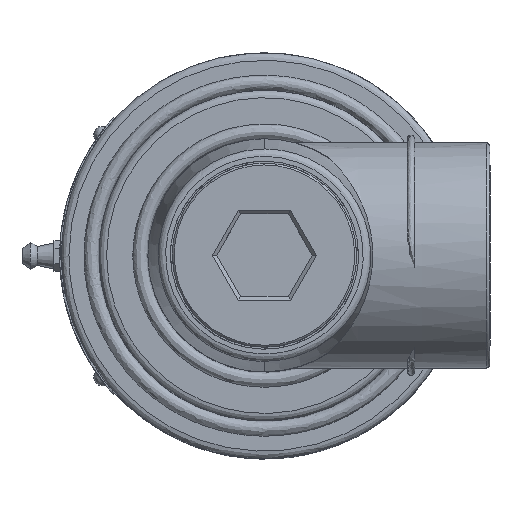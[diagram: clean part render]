
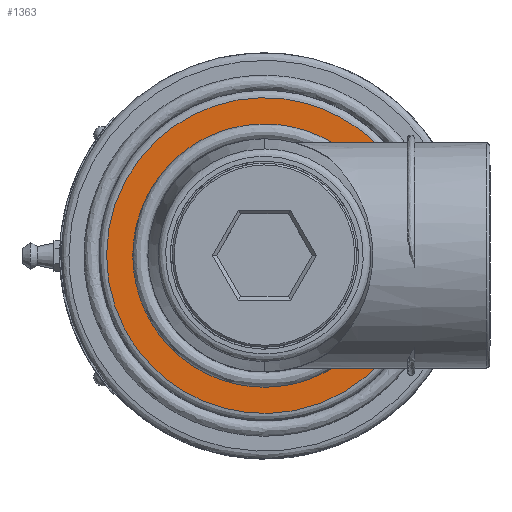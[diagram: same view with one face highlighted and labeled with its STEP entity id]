
A CAD part, top view. The second image highlights one B-rep face of the part: STEP entity #1363.
In plain terms, the highlighted planar face has unit normal (0, 0, 1).
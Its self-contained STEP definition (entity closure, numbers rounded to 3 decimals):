
#267 = EDGE_CURVE ( 'NONE', #43013, #20671, #2929, .T. ) ;
#322 = VERTEX_POINT ( 'NONE', #42391 ) ;
#472 = CARTESIAN_POINT ( 'NONE',  ( -73.483, 50.813, 87. ) ) ;
#558 = PLANE ( 'NONE',  #14705 ) ;
#1363 = ADVANCED_FACE ( 'NONE', ( #14143 ), #558, .T. ) ;
#2775 = CARTESIAN_POINT ( 'NONE',  ( 32.095, 14.5, 87. ) ) ;
#2929 = B_SPLINE_CURVE_WITH_KNOTS ( 'NONE', 3,
 ( #30152, #10588, #26564, #30491 ),
 .UNSPECIFIED., .F., .F.,
 ( 4, 4 ),
 ( 0., 1. ),
 .UNSPECIFIED. ) ;
#3837 = CARTESIAN_POINT ( 'NONE',  ( 36.428, -20.898, 87. ) ) ;
#4116 = CARTESIAN_POINT ( 'NONE',  ( -37.324, -19.26, 87. ) ) ;
#4186 = CARTESIAN_POINT ( 'NONE',  ( 36., -21.633, 87. ) ) ;
#4502 = CARTESIAN_POINT ( 'NONE',  ( -43.58, -43.695, 87. ) ) ;
#5363 =( BOUNDED_CURVE ( )  B_SPLINE_CURVE ( 3, ( #11111, #35029, #14931, #27210 ),
 .UNSPECIFIED., .F., .T. ) 
 B_SPLINE_CURVE_WITH_KNOTS ( ( 4, 4 ),
 ( 0., 1. ),
 .UNSPECIFIED. ) 
 CURVE ( )  GEOMETRIC_REPRESENTATION_ITEM ( )  RATIONAL_B_SPLINE_CURVE ( ( 1., 0.658, 0.658, 1. ) ) 
 REPRESENTATION_ITEM ( '' )  );
#6020 = CARTESIAN_POINT ( 'NONE',  ( 37., -14.5, 87. ) ) ;
#6215 = CARTESIAN_POINT ( 'NONE',  ( 37., 14.5, 87. ) ) ;
#7120 = CARTESIAN_POINT ( 'NONE',  ( 37., 19.331, 87. ) ) ;
#7132 = CARTESIAN_POINT ( 'NONE',  ( -33., 0.092, 87. ) ) ;
#7287 = CARTESIAN_POINT ( 'NONE',  ( 37., 17.721, 87. ) ) ;
#7446 = CARTESIAN_POINT ( 'NONE',  ( 36.415, 20.892, 87. ) ) ;
#7470 = CARTESIAN_POINT ( 'NONE',  ( -33.124, -44.319, 87. ) ) ;
#7713 = ORIENTED_EDGE ( 'NONE', *, *, #27498, .F. ) ;
#7881 =( BOUNDED_CURVE ( )  B_SPLINE_CURVE ( 3, ( #50291, #30791, #26843, #27019 ),
 .UNSPECIFIED., .F., .F. ) 
 B_SPLINE_CURVE_WITH_KNOTS ( ( 4, 4 ),
 ( 0., 1. ),
 .UNSPECIFIED. ) 
 CURVE ( )  GEOMETRIC_REPRESENTATION_ITEM ( )  RATIONAL_B_SPLINE_CURVE ( ( 1., 0.485, 0.485, 1. ) ) 
 REPRESENTATION_ITEM ( '' )  );
#8712 = CARTESIAN_POINT ( 'NONE',  ( -37.324, -19.26, 87. ) ) ;
#9497 = VERTEX_POINT ( 'NONE', #38276 ) ;
#9955 = EDGE_CURVE ( 'NONE', #9497, #322, #28622, .T. ) ;
#10198 = EDGE_LOOP ( 'NONE', ( #29024, #12400, #37526, #41071, #14560, #13760, #29839, #25419, #17642, #7713 ) ) ;
#10512 = CARTESIAN_POINT ( 'NONE',  ( 34.548, 14.5, 87. ) ) ;
#10588 = CARTESIAN_POINT ( 'NONE',  ( 32.096, -14.5, 87. ) ) ;
#11111 = CARTESIAN_POINT ( 'NONE',  ( 36., -21.633, 87. ) ) ;
#12106 = CARTESIAN_POINT ( 'NONE',  ( -33., 0.092, 87. ) ) ;
#12400 = ORIENTED_EDGE ( 'NONE', *, *, #267, .F. ) ;
#12446 = DIRECTION ( 'NONE',  ( 0., 0., 1. ) ) ;
#12969 = B_SPLINE_CURVE_WITH_KNOTS ( 'NONE', 3,
 ( #29745, #14728, #3837, #4186 ),
 .UNSPECIFIED., .F., .F.,
 ( 4, 4 ),
 ( 0., 1. ),
 .UNSPECIFIED. ) ;
#13760 = ORIENTED_EDGE ( 'NONE', *, *, #34098, .F. ) ;
#13766 = EDGE_CURVE ( 'NONE', #22594, #44402, #7881, .T. ) ;
#13914 = EDGE_CURVE ( 'NONE', #20671, #36803, #40823, .T. ) ;
#14143 = FACE_OUTER_BOUND ( 'NONE', #10198, .T. ) ;
#14560 = ORIENTED_EDGE ( 'NONE', *, *, #18413, .F. ) ;
#14561 = CARTESIAN_POINT ( 'NONE',  ( 37., 16.11, 87. ) ) ;
#14705 = AXIS2_PLACEMENT_3D ( 'NONE', #4502, #12446, #16432 ) ;
#14728 = CARTESIAN_POINT ( 'NONE',  ( 37., -20.166, 87. ) ) ;
#14931 = CARTESIAN_POINT ( 'NONE',  ( -20.283, -52.284, 87. ) ) ;
#16029 = CARTESIAN_POINT ( 'NONE',  ( 37., -19.331, 87. ) ) ;
#16432 = DIRECTION ( 'NONE',  ( 1., 0., 0. ) ) ;
#17165 = VERTEX_POINT ( 'NONE', #21246 ) ;
#17642 = ORIENTED_EDGE ( 'NONE', *, *, #18089, .F. ) ;
#18089 = EDGE_CURVE ( 'NONE', #17165, #46521, #5363, .T. ) ;
#18413 = EDGE_CURVE ( 'NONE', #25843, #22594, #30714, .T. ) ;
#18485 = CARTESIAN_POINT ( 'NONE',  ( 37., -19.331, 87. ) ) ;
#19405 = CARTESIAN_POINT ( 'NONE',  ( 37., 19.331, 87. ) ) ;
#20671 = VERTEX_POINT ( 'NONE', #31504 ) ;
#20928 =( BOUNDED_CURVE ( )  B_SPLINE_CURVE ( 3, ( #8712, #472, #28095, #24491 ),
 .UNSPECIFIED., .F., .F. ) 
 B_SPLINE_CURVE_WITH_KNOTS ( ( 4, 4 ),
 ( 0., 1. ),
 .UNSPECIFIED. ) 
 CURVE ( )  GEOMETRIC_REPRESENTATION_ITEM ( )  RATIONAL_B_SPLINE_CURVE ( ( 1., 0.355, 0.355, 1. ) ) 
 REPRESENTATION_ITEM ( '' )  );
#21246 = CARTESIAN_POINT ( 'NONE',  ( 36., -21.633, 87. ) ) ;
#22594 = VERTEX_POINT ( 'NONE', #50319 ) ;
#23554 = CARTESIAN_POINT ( 'NONE',  ( 36., 21.634, 87. ) ) ;
#24491 = CARTESIAN_POINT ( 'NONE',  ( 36., 21.634, 87. ) ) ;
#25078 = B_SPLINE_CURVE_WITH_KNOTS ( 'NONE', 3,
 ( #7120, #7287, #14561, #34660 ),
 .UNSPECIFIED., .F., .F.,
 ( 4, 4 ),
 ( 0., 1. ),
 .UNSPECIFIED. ) ;
#25419 = ORIENTED_EDGE ( 'NONE', *, *, #25604, .F. ) ;
#25604 = EDGE_CURVE ( 'NONE', #46521, #9497, #20928, .T. ) ;
#25752 =( BOUNDED_CURVE ( )  B_SPLINE_CURVE ( 3, ( #7132, #7470, #35027, #34840 ),
 .UNSPECIFIED., .F., .F. ) 
 B_SPLINE_CURVE_WITH_KNOTS ( ( 4, 4 ),
 ( 0., 1. ),
 .UNSPECIFIED. ) 
 CURVE ( )  GEOMETRIC_REPRESENTATION_ITEM ( )  RATIONAL_B_SPLINE_CURVE ( ( 1., 0.483, 0.483, 1. ) ) 
 REPRESENTATION_ITEM ( '' )  );
#25843 = VERTEX_POINT ( 'NONE', #29780 ) ;
#26134 = CARTESIAN_POINT ( 'NONE',  ( 29.643, 14.5, 87. ) ) ;
#26564 = CARTESIAN_POINT ( 'NONE',  ( 34.548, -14.5, 87. ) ) ;
#26843 = CARTESIAN_POINT ( 'NONE',  ( -32.876, 44.308, 87. ) ) ;
#27019 = CARTESIAN_POINT ( 'NONE',  ( -33., 0.092, 87. ) ) ;
#27210 = CARTESIAN_POINT ( 'NONE',  ( -37.324, -19.26, 87. ) ) ;
#27498 = EDGE_CURVE ( 'NONE', #36803, #17165, #12969, .T. ) ;
#28095 = CARTESIAN_POINT ( 'NONE',  ( -4.617, 89.222, 87. ) ) ;
#28622 = B_SPLINE_CURVE_WITH_KNOTS ( 'NONE', 3,
 ( #23554, #7446, #35517, #19405 ),
 .UNSPECIFIED., .F., .F.,
 ( 4, 4 ),
 ( 0., 1. ),
 .UNSPECIFIED. ) ;
#29024 = ORIENTED_EDGE ( 'NONE', *, *, #13914, .F. ) ;
#29745 = CARTESIAN_POINT ( 'NONE',  ( 37., -19.331, 87. ) ) ;
#29780 = CARTESIAN_POINT ( 'NONE',  ( 37., 14.5, 87. ) ) ;
#29839 = ORIENTED_EDGE ( 'NONE', *, *, #9955, .F. ) ;
#30152 = CARTESIAN_POINT ( 'NONE',  ( 29.643, -14.5, 87. ) ) ;
#30491 = CARTESIAN_POINT ( 'NONE',  ( 37., -14.5, 87. ) ) ;
#30714 = B_SPLINE_CURVE_WITH_KNOTS ( 'NONE', 3,
 ( #6215, #10512, #2775, #26134 ),
 .UNSPECIFIED., .F., .F.,
 ( 4, 4 ),
 ( 0., 1. ),
 .UNSPECIFIED. ) ;
#30791 = CARTESIAN_POINT ( 'NONE',  ( 10.215, 54.219, 87. ) ) ;
#31504 = CARTESIAN_POINT ( 'NONE',  ( 37., -14.5, 87. ) ) ;
#34098 = EDGE_CURVE ( 'NONE', #322, #25843, #25078, .T. ) ;
#34225 = CARTESIAN_POINT ( 'NONE',  ( 37., -17.721, 87. ) ) ;
#34660 = CARTESIAN_POINT ( 'NONE',  ( 37., 14.5, 87. ) ) ;
#34840 = CARTESIAN_POINT ( 'NONE',  ( 29.643, -14.5, 87. ) ) ;
#35027 = CARTESIAN_POINT ( 'NONE',  ( 10.129, -54.394, 87. ) ) ;
#35029 = CARTESIAN_POINT ( 'NONE',  ( 16.859, -53.486, 87. ) ) ;
#35517 = CARTESIAN_POINT ( 'NONE',  ( 37., 20.166, 87. ) ) ;
#36803 = VERTEX_POINT ( 'NONE', #16029 ) ;
#37526 = ORIENTED_EDGE ( 'NONE', *, *, #48363, .F. ) ;
#37683 = CARTESIAN_POINT ( 'NONE',  ( 37., -16.11, 87. ) ) ;
#38276 = CARTESIAN_POINT ( 'NONE',  ( 36., 21.634, 87. ) ) ;
#40823 = B_SPLINE_CURVE_WITH_KNOTS ( 'NONE', 3,
 ( #6020, #37683, #34225, #18485 ),
 .UNSPECIFIED., .F., .F.,
 ( 4, 4 ),
 ( 0., 1. ),
 .UNSPECIFIED. ) ;
#41071 = ORIENTED_EDGE ( 'NONE', *, *, #13766, .F. ) ;
#42391 = CARTESIAN_POINT ( 'NONE',  ( 37., 19.331, 87. ) ) ;
#43013 = VERTEX_POINT ( 'NONE', #46171 ) ;
#44402 = VERTEX_POINT ( 'NONE', #12106 ) ;
#46171 = CARTESIAN_POINT ( 'NONE',  ( 29.643, -14.5, 87. ) ) ;
#46521 = VERTEX_POINT ( 'NONE', #4116 ) ;
#48363 = EDGE_CURVE ( 'NONE', #44402, #43013, #25752, .T. ) ;
#50291 = CARTESIAN_POINT ( 'NONE',  ( 29.643, 14.5, 87. ) ) ;
#50319 = CARTESIAN_POINT ( 'NONE',  ( 29.643, 14.5, 87. ) ) ;
